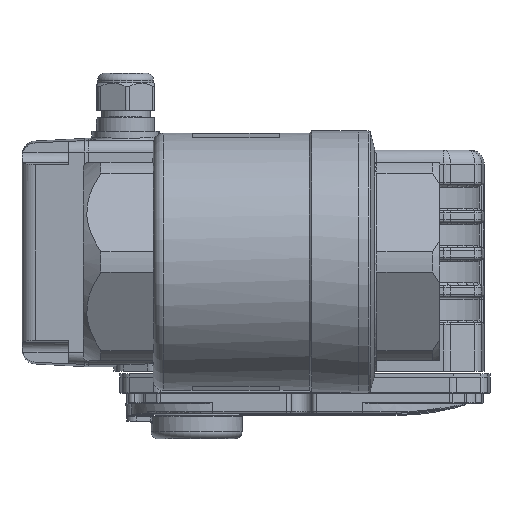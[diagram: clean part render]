
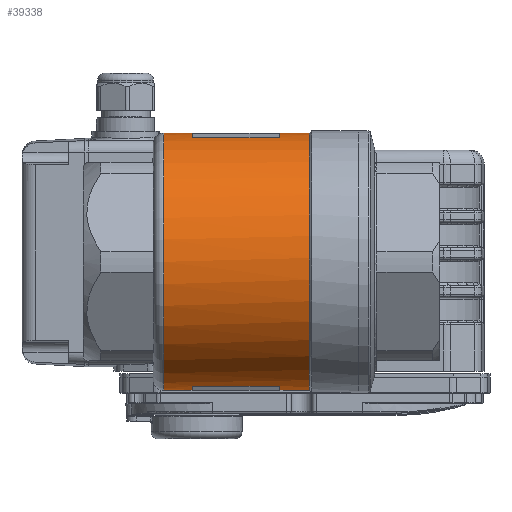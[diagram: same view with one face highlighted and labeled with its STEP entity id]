
A CAD part, front view. The second image highlights one B-rep face of the part: STEP entity #39338.
In plain terms, the highlighted cylindrical face has radius 55.25 mm (diameter 110.5 mm), a full revolution.
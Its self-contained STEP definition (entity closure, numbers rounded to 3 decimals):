
#757=CIRCLE('',#42174,55.25);
#758=CIRCLE('',#42177,55.25);
#759=CIRCLE('',#42180,55.25);
#761=CIRCLE('',#42184,55.25);
#828=CIRCLE('',#42312,55.25);
#829=CIRCLE('',#42314,55.25);
#2669=CYLINDRICAL_SURFACE('',#42313,55.25);
#3608=LINE('',#59816,#6877);
#3613=LINE('',#59828,#6882);
#3614=LINE('',#59832,#6883);
#3620=LINE('',#59850,#6889);
#6877=VECTOR('',#46554,1000.);
#6882=VECTOR('',#46565,1000.);
#6883=VECTOR('',#46572,1000.);
#6889=VECTOR('',#46586,1000.);
#10836=ORIENTED_EDGE('',*,*,#22061,.T.);
#10837=ORIENTED_EDGE('',*,*,#22065,.F.);
#10838=ORIENTED_EDGE('',*,*,#22067,.T.);
#10839=ORIENTED_EDGE('',*,*,#22068,.T.);
#10840=ORIENTED_EDGE('',*,*,#22245,.F.);
#10841=ORIENTED_EDGE('',*,*,#22244,.T.);
#10842=ORIENTED_EDGE('',*,*,#22246,.F.);
#10843=ORIENTED_EDGE('',*,*,#22077,.F.);
#10844=ORIENTED_EDGE('',*,*,#22079,.T.);
#10845=ORIENTED_EDGE('',*,*,#22069,.F.);
#10846=ORIENTED_EDGE('',*,*,#22074,.F.);
#22061=EDGE_CURVE('',#27859,#27860,#3608,.T.);
#22065=EDGE_CURVE('',#27861,#27860,#757,.T.);
#22067=EDGE_CURVE('',#27861,#27862,#3613,.T.);
#22068=EDGE_CURVE('',#27862,#27859,#758,.T.);
#22069=EDGE_CURVE('',#27863,#27864,#3614,.T.);
#22074=EDGE_CURVE('',#27867,#27863,#759,.T.);
#22077=EDGE_CURVE('',#27869,#27867,#3620,.T.);
#22079=EDGE_CURVE('',#27869,#27864,#761,.T.);
#22244=EDGE_CURVE('',#27990,#27989,#828,.T.);
#22245=EDGE_CURVE('',#27991,#27991,#829,.T.);
#22246=EDGE_CURVE('',#27990,#27989,#31706,.T.);
#27859=VERTEX_POINT('',#59817);
#27860=VERTEX_POINT('',#59818);
#27861=VERTEX_POINT('',#59823);
#27862=VERTEX_POINT('',#59827);
#27863=VERTEX_POINT('',#59833);
#27864=VERTEX_POINT('',#59834);
#27867=VERTEX_POINT('',#59842);
#27869=VERTEX_POINT('',#59848);
#27989=VERTEX_POINT('',#60282);
#27990=VERTEX_POINT('',#60283);
#27991=VERTEX_POINT('',#60287);
#31706=B_SPLINE_CURVE_WITH_KNOTS('',3,(#60288,#60289,#60290,#60291,#60292,
#60293,#60294,#60295,#60296,#60297,#60298,#60299,#60300,#60301,#60302,#60303,
#60304,#60305,#60306,#60307,#60308,#60309,#60310,#60311,#60312,#60313,#60314,
#60315,#60316,#60317,#60318,#60319,#60320,#60321,#60322),.UNSPECIFIED.,
 .F.,.F.,(4,1,1,1,1,1,1,1,1,1,1,1,1,1,1,1,1,1,1,1,1,1,1,1,1,1,1,1,1,1,1,
1,4),(-0.094,-0.091,-0.087,-0.083,
-0.079,-0.075,-0.071,-0.068,
-0.064,-0.06,-0.056,-0.052,
-0.048,-0.045,-0.041,-0.037,
-0.033,-0.029,-0.025,-0.022,
-0.018,-0.014,-0.01,-0.006,
-0.003,0.001,0.005,0.009,
0.013,0.017,0.02,0.024,
0.028),.UNSPECIFIED.);
#32410=EDGE_LOOP('',(#10836,#10837,#10838,#10839));
#32411=EDGE_LOOP('',(#10840));
#32412=EDGE_LOOP('',(#10841,#10842));
#32413=EDGE_LOOP('',(#10843,#10844,#10845,#10846));
#35335=FACE_BOUND('',#32410,.T.);
#35336=FACE_BOUND('',#32411,.T.);
#35337=FACE_BOUND('',#32412,.T.);
#35338=FACE_BOUND('',#32413,.T.);
#39338=ADVANCED_FACE('',(#35335,#35336,#35337,#35338),#2669,.T.);
#42174=AXIS2_PLACEMENT_3D('',#59824,#46560,#46561);
#42177=AXIS2_PLACEMENT_3D('',#59830,#46568,#46569);
#42180=AXIS2_PLACEMENT_3D('',#59844,#46579,#46580);
#42184=AXIS2_PLACEMENT_3D('',#59853,#46590,#46591);
#42312=AXIS2_PLACEMENT_3D('',#60284,#46936,#46937);
#42313=AXIS2_PLACEMENT_3D('',#60285,#46938,#46939);
#42314=AXIS2_PLACEMENT_3D('',#60286,#46940,#46941);
#46554=DIRECTION('',(1.,0.,0.));
#46560=DIRECTION('',(-1.,0.,0.));
#46561=DIRECTION('',(0.,-0.259,-0.966));
#46565=DIRECTION('',(-1.,0.,0.));
#46568=DIRECTION('',(-1.,0.,0.));
#46569=DIRECTION('',(0.,-0.259,-0.966));
#46572=DIRECTION('',(-1.,0.,0.));
#46579=DIRECTION('',(-1.,0.,0.));
#46580=DIRECTION('',(0.,0.259,0.966));
#46586=DIRECTION('',(1.,0.,0.));
#46590=DIRECTION('',(-1.,0.,0.));
#46591=DIRECTION('',(0.,0.259,0.966));
#46936=DIRECTION('',(-1.,0.,0.));
#46937=DIRECTION('',(0.,0.,1.));
#46938=DIRECTION('',(-1.,0.,0.));
#46939=DIRECTION('',(0.,0.,1.));
#46940=DIRECTION('',(-1.,0.,0.));
#46941=DIRECTION('',(0.,0.,1.));
#59816=CARTESIAN_POINT('',(-71.,-14.334,-53.358));
#59817=CARTESIAN_POINT('',(-71.,-14.334,-53.358));
#59818=CARTESIAN_POINT('',(-34.,-14.334,-53.358));
#59823=CARTESIAN_POINT('',(-34.,14.334,-53.358));
#59824=CARTESIAN_POINT('',(-34.,0.,0.));
#59827=CARTESIAN_POINT('',(-71.,14.334,-53.358));
#59828=CARTESIAN_POINT('',(-34.,14.334,-53.358));
#59830=CARTESIAN_POINT('',(-71.,0.,0.));
#59832=CARTESIAN_POINT('',(-34.,14.334,53.358));
#59833=CARTESIAN_POINT('',(-34.,14.334,53.358));
#59834=CARTESIAN_POINT('',(-71.,14.334,53.358));
#59842=CARTESIAN_POINT('',(-34.,-14.334,53.358));
#59844=CARTESIAN_POINT('',(-34.,0.,0.));
#59848=CARTESIAN_POINT('',(-71.,-14.334,53.358));
#59850=CARTESIAN_POINT('',(-71.,-14.334,53.358));
#59853=CARTESIAN_POINT('',(-71.,0.,0.));
#60282=CARTESIAN_POINT('',(-21.,55.025,4.984));
#60283=CARTESIAN_POINT('',(-21.,55.025,-4.984));
#60284=CARTESIAN_POINT('',(-21.,0.,0.));
#60285=CARTESIAN_POINT('',(-138.145,0.,0.));
#60286=CARTESIAN_POINT('',(-83.5,0.,0.));
#60287=CARTESIAN_POINT('',(-83.5,0.,55.25));
#60288=CARTESIAN_POINT('',(-21.,55.025,-4.984));
#60289=CARTESIAN_POINT('',(-21.306,54.911,-6.237));
#60290=CARTESIAN_POINT('',(-22.131,54.609,-8.633));
#60291=CARTESIAN_POINT('',(-24.009,53.969,-11.973));
#60292=CARTESIAN_POINT('',(-26.415,53.235,-14.874));
#60293=CARTESIAN_POINT('',(-29.339,52.479,-17.329));
#60294=CARTESIAN_POINT('',(-32.609,51.816,-19.198));
#60295=CARTESIAN_POINT('',(-36.256,51.317,-20.481));
#60296=CARTESIAN_POINT('',(-40.035,51.073,-21.073));
#60297=CARTESIAN_POINT('',(-43.93,51.118,-20.966));
#60298=CARTESIAN_POINT('',(-47.674,51.445,-20.162));
#60299=CARTESIAN_POINT('',(-51.218,52.002,-18.695));
#60300=CARTESIAN_POINT('',(-54.415,52.709,-16.624));
#60301=CARTESIAN_POINT('',(-57.165,53.462,-14.046));
#60302=CARTESIAN_POINT('',(-59.439,54.183,-10.971));
#60303=CARTESIAN_POINT('',(-61.108,54.767,-7.581));
#60304=CARTESIAN_POINT('',(-62.164,55.16,-3.847));
#60305=CARTESIAN_POINT('',(-62.518,55.295,-0.041));
#60306=CARTESIAN_POINT('',(-62.166,55.16,3.842));
#60307=CARTESIAN_POINT('',(-61.13,54.775,7.522));
#60308=CARTESIAN_POINT('',(-59.444,54.185,10.968));
#60309=CARTESIAN_POINT('',(-57.182,53.467,14.024));
#60310=CARTESIAN_POINT('',(-54.433,52.713,16.612));
#60311=CARTESIAN_POINT('',(-51.226,52.005,18.688));
#60312=CARTESIAN_POINT('',(-47.724,51.451,20.146));
#60313=CARTESIAN_POINT('',(-43.946,51.118,20.967));
#60314=CARTESIAN_POINT('',(-40.038,51.073,21.074));
#60315=CARTESIAN_POINT('',(-36.262,51.316,20.482));
#60316=CARTESIAN_POINT('',(-32.614,51.815,19.201));
#60317=CARTESIAN_POINT('',(-29.329,52.481,17.322));
#60318=CARTESIAN_POINT('',(-26.414,53.235,14.873));
#60319=CARTESIAN_POINT('',(-23.999,53.972,11.959));
#60320=CARTESIAN_POINT('',(-22.131,54.609,8.632));
#60321=CARTESIAN_POINT('',(-21.306,54.911,6.238));
#60322=CARTESIAN_POINT('',(-21.,55.025,4.984));
